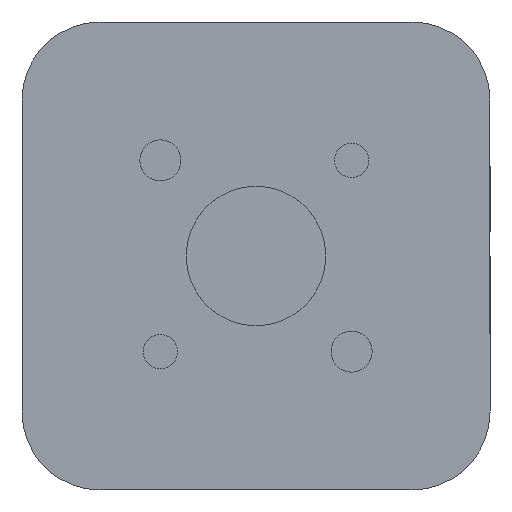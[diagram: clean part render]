
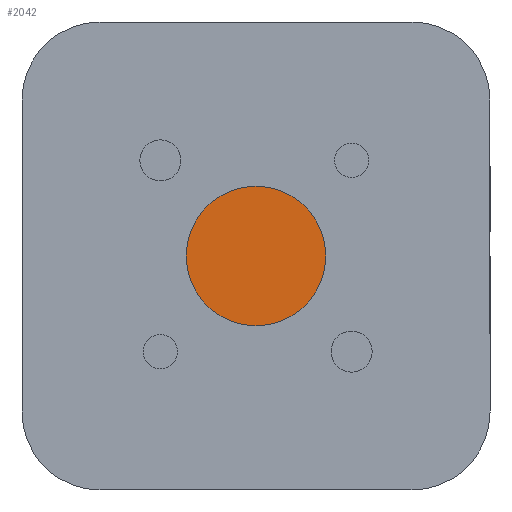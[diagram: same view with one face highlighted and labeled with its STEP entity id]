
A CAD part, left-side view. The second image highlights one B-rep face of the part: STEP entity #2042.
In plain terms, the highlighted planar face has unit normal (-1, 0, 0).
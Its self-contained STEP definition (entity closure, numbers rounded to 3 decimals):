
#461 = EDGE_LOOP ( 'NONE', ( #681, #680 ) ) ;
#680 = ORIENTED_EDGE ( 'NONE', *, *, #9102, .T. ) ;
#681 = ORIENTED_EDGE ( 'NONE', *, *, #8816, .T. ) ;
#2042 = ADVANCED_FACE ( 'NONE', ( #9658 ), #10515, .F. ) ;
#2756 = CARTESIAN_POINT ( 'NONE',  ( -21.321, 0., 0. ) ) ;
#2765 = DIRECTION ( 'NONE',  ( -1., 0., 0. ) ) ;
#2766 = DIRECTION ( 'NONE',  ( 0., 0., 1. ) ) ;
#3798 = AXIS2_PLACEMENT_3D ( 'NONE', #10564, #10680, #10903 ) ;
#4158 = AXIS2_PLACEMENT_3D ( 'NONE', #6894, #6901, #6902 ) ;
#4267 = AXIS2_PLACEMENT_3D ( 'NONE', #2756, #2765, #2766 ) ;
#4552 = VERTEX_POINT ( 'NONE', #5832 ) ;
#4794 = VERTEX_POINT ( 'NONE', #6074 ) ;
#5832 = CARTESIAN_POINT ( 'NONE',  ( -21.321, 0., -8.5 ) ) ;
#6074 = CARTESIAN_POINT ( 'NONE',  ( -21.321, 0., 8.5 ) ) ;
#6894 = CARTESIAN_POINT ( 'NONE',  ( -21.321, 0., 0. ) ) ;
#6901 = DIRECTION ( 'NONE',  ( -1., 0., 0. ) ) ;
#6902 = DIRECTION ( 'NONE',  ( 0., 0., 1. ) ) ;
#7530 = CIRCLE ( 'NONE', #4158, 8.5 ) ;
#7987 = CIRCLE ( 'NONE', #4267, 8.5 ) ;
#8816 = EDGE_CURVE ( 'NONE', #4794, #4552, #7530, .T. ) ;
#9102 = EDGE_CURVE ( 'NONE', #4552, #4794, #7987, .T. ) ;
#9658 = FACE_OUTER_BOUND ( 'NONE', #461, .T. ) ;
#10515 = PLANE ( 'NONE',  #3798 ) ;
#10564 = CARTESIAN_POINT ( 'NONE',  ( -21.321, 8.5, 0. ) ) ;
#10680 = DIRECTION ( 'NONE',  ( 1., 0., 0. ) ) ;
#10903 = DIRECTION ( 'NONE',  ( 0., 0., -1. ) ) ;
